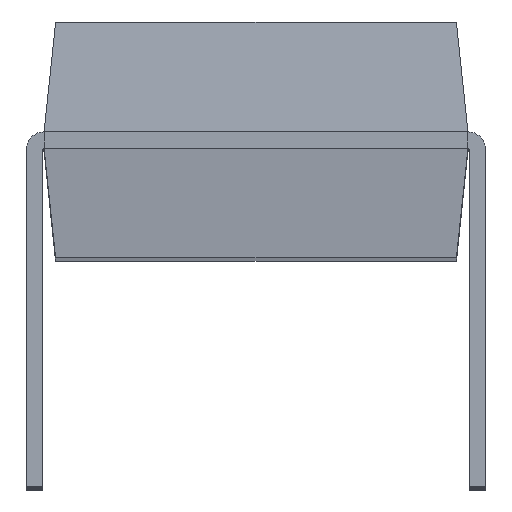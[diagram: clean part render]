
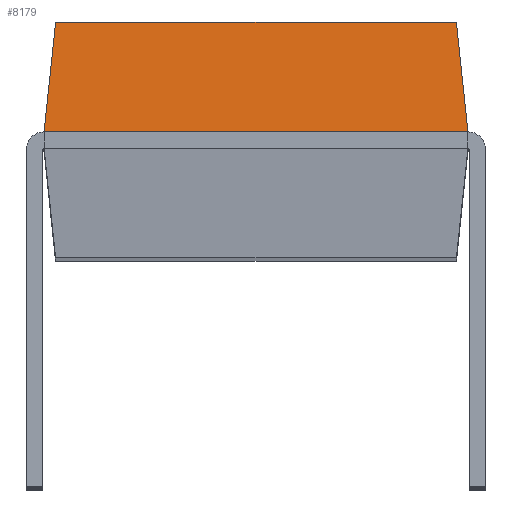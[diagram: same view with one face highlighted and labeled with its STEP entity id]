
A CAD part, top view. The second image highlights one B-rep face of the part: STEP entity #8179.
In plain terms, the highlighted planar face has unit normal (0, 0.104, 0.995).
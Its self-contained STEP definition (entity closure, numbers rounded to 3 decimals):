
#174 = LINE ( 'NONE', #514, #7570 ) ;
#514 = CARTESIAN_POINT ( 'NONE',  ( -3.65, 2.68, 17.336 ) ) ;
#561 = CARTESIAN_POINT ( 'NONE',  ( -3.65, 2.68, 17.336 ) ) ;
#748 = CARTESIAN_POINT ( 'NONE',  ( -3.65, 2.68, 17.336 ) ) ;
#785 = EDGE_CURVE ( 'NONE', #5941, #8055, #3853, .T. ) ;
#1194 = EDGE_CURVE ( 'NONE', #5941, #10645, #9719, .T. ) ;
#1349 = EDGE_CURVE ( 'NONE', #8055, #12329, #9090, .T. ) ;
#1562 = VECTOR ( 'NONE', #5245, 1000. ) ;
#1579 = ORIENTED_EDGE ( 'NONE', *, *, #1194, .T. ) ;
#2404 = DIRECTION ( 'NONE',  ( 1., 0., 0. ) ) ;
#2421 = ORIENTED_EDGE ( 'NONE', *, *, #2480, .T. ) ;
#2480 = EDGE_CURVE ( 'NONE', #10645, #12329, #174, .T. ) ;
#2857 = DIRECTION ( 'NONE',  ( 1., 0., 0. ) ) ;
#3573 = CARTESIAN_POINT ( 'NONE',  ( 3.451, 4.572, 17.137 ) ) ;
#3853 = LINE ( 'NONE', #4806, #6725 ) ;
#4458 = EDGE_LOOP ( 'NONE', ( #2421, #12110, #5300, #1579 ) ) ;
#4806 = CARTESIAN_POINT ( 'NONE',  ( -3.65, 4.572, 17.137 ) ) ;
#5245 = DIRECTION ( 'NONE',  ( -0.104, -0.989, 0.104 ) ) ;
#5300 = ORIENTED_EDGE ( 'NONE', *, *, #785, .F. ) ;
#5941 = VERTEX_POINT ( 'NONE', #6723 ) ;
#6617 = CARTESIAN_POINT ( 'NONE',  ( 3.65, 2.68, 17.336 ) ) ;
#6723 = CARTESIAN_POINT ( 'NONE',  ( -3.451, 4.572, 17.137 ) ) ;
#6725 = VECTOR ( 'NONE', #2857, 1000. ) ;
#7028 = FACE_OUTER_BOUND ( 'NONE', #4458, .T. ) ;
#7290 = PLANE ( 'NONE',  #12294 ) ;
#7362 = DIRECTION ( 'NONE',  ( 0.104, -0.989, 0.104 ) ) ;
#7507 = DIRECTION ( 'NONE',  ( 0., -0.995, 0.105 ) ) ;
#7570 = VECTOR ( 'NONE', #2404, 1000. ) ;
#8055 = VERTEX_POINT ( 'NONE', #3573 ) ;
#8179 = ADVANCED_FACE ( 'NONE', ( #7028 ), #7290, .T. ) ;
#9090 = LINE ( 'NONE', #6617, #12453 ) ;
#9719 = LINE ( 'NONE', #561, #1562 ) ;
#10645 = VERTEX_POINT ( 'NONE', #11108 ) ;
#11071 = CARTESIAN_POINT ( 'NONE',  ( 3.65, 2.68, 17.336 ) ) ;
#11108 = CARTESIAN_POINT ( 'NONE',  ( -3.65, 2.68, 17.336 ) ) ;
#11397 = DIRECTION ( 'NONE',  ( 0., 0.105, 0.995 ) ) ;
#12110 = ORIENTED_EDGE ( 'NONE', *, *, #1349, .F. ) ;
#12294 = AXIS2_PLACEMENT_3D ( 'NONE', #748, #11397, #7507 ) ;
#12329 = VERTEX_POINT ( 'NONE', #11071 ) ;
#12453 = VECTOR ( 'NONE', #7362, 1000. ) ;
